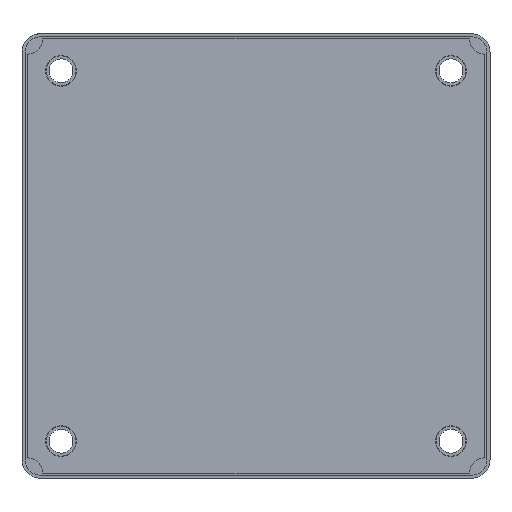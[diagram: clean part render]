
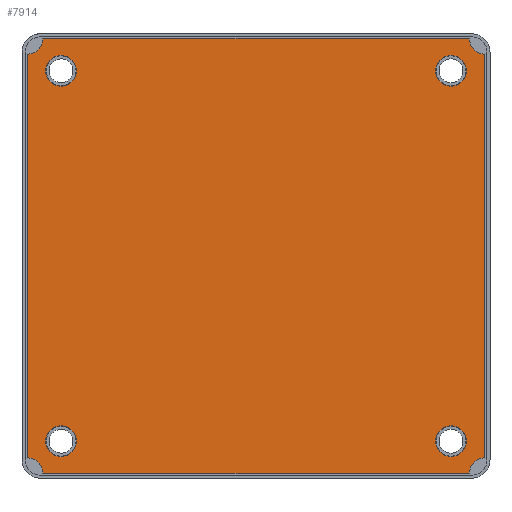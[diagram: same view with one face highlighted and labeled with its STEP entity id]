
A CAD part, front view. The second image highlights one B-rep face of the part: STEP entity #7914.
In plain terms, the highlighted planar face has unit normal (0, -1, 0).
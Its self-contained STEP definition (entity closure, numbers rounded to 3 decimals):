
#294=VECTOR('',#9569,1.);
#299=VECTOR('',#9581,1.);
#303=VECTOR('',#9592,1.);
#307=VECTOR('',#9603,1.);
#1153=LINE('',#11461,#294);
#1158=LINE('',#11475,#299);
#1162=LINE('',#11487,#303);
#1166=LINE('',#11499,#307);
#2098=VERTEX_POINT('',#11437);
#2100=VERTEX_POINT('',#11442);
#2102=VERTEX_POINT('',#11447);
#2104=VERTEX_POINT('',#11452);
#2108=VERTEX_POINT('',#11460);
#2109=VERTEX_POINT('',#11462);
#2111=VERTEX_POINT('',#11468);
#2113=VERTEX_POINT('',#11474);
#2115=VERTEX_POINT('',#11480);
#2117=VERTEX_POINT('',#11486);
#2119=VERTEX_POINT('',#11492);
#2121=VERTEX_POINT('',#11498);
#2879=CIRCLE('',#8549,2.);
#2881=CIRCLE('',#8552,2.);
#2883=CIRCLE('',#8555,2.);
#2885=CIRCLE('',#8558,2.);
#2888=CIRCLE('',#8563,2.);
#2890=CIRCLE('',#8567,2.);
#2892=CIRCLE('',#8571,2.);
#2894=CIRCLE('',#8575,2.);
#3237=EDGE_CURVE('',#2098,#2098,#2879,.T.);
#3239=EDGE_CURVE('',#2100,#2100,#2881,.T.);
#3241=EDGE_CURVE('',#2102,#2102,#2883,.T.);
#3243=EDGE_CURVE('',#2104,#2104,#2885,.T.);
#3247=EDGE_CURVE('',#2109,#2108,#1153,.T.);
#3251=EDGE_CURVE('',#2108,#2111,#2888,.T.);
#3254=EDGE_CURVE('',#2111,#2113,#1158,.T.);
#3257=EDGE_CURVE('',#2113,#2115,#2890,.T.);
#3260=EDGE_CURVE('',#2115,#2117,#1162,.T.);
#3263=EDGE_CURVE('',#2117,#2119,#2892,.T.);
#3266=EDGE_CURVE('',#2119,#2121,#1166,.T.);
#3268=EDGE_CURVE('',#2121,#2109,#2894,.T.);
#4660=ORIENTED_EDGE('',*,*,#3237,.T.);
#4661=ORIENTED_EDGE('',*,*,#3239,.T.);
#4662=ORIENTED_EDGE('',*,*,#3241,.T.);
#4663=ORIENTED_EDGE('',*,*,#3243,.T.);
#4664=ORIENTED_EDGE('',*,*,#3268,.T.);
#4665=ORIENTED_EDGE('',*,*,#3247,.T.);
#4666=ORIENTED_EDGE('',*,*,#3251,.T.);
#4667=ORIENTED_EDGE('',*,*,#3254,.T.);
#4668=ORIENTED_EDGE('',*,*,#3257,.T.);
#4669=ORIENTED_EDGE('',*,*,#3260,.T.);
#4670=ORIENTED_EDGE('',*,*,#3263,.T.);
#4671=ORIENTED_EDGE('',*,*,#3266,.T.);
#6705=EDGE_LOOP('',(#4660));
#6706=EDGE_LOOP('',(#4661));
#6707=EDGE_LOOP('',(#4662));
#6708=EDGE_LOOP('',(#4663));
#6709=EDGE_LOOP('',(#4664,#4665,#4666,#4667,#4668,#4669,#4670,#4671));
#7330=FACE_BOUND('',#6705,.T.);
#7331=FACE_BOUND('',#6706,.T.);
#7332=FACE_BOUND('',#6707,.T.);
#7333=FACE_BOUND('',#6708,.T.);
#7334=FACE_BOUND('',#6709,.T.);
#7914=ADVANCED_FACE('',(#7330,#7331,#7332,#7333,#7334),#14169,.F.);
#8549=AXIS2_PLACEMENT_3D('',#11436,#9544,#9545);
#8552=AXIS2_PLACEMENT_3D('',#11441,#9550,#9551);
#8555=AXIS2_PLACEMENT_3D('',#11446,#9556,#9557);
#8558=AXIS2_PLACEMENT_3D('',#11451,#9562,#9563);
#8563=AXIS2_PLACEMENT_3D('',#11469,#9576,#9577);
#8567=AXIS2_PLACEMENT_3D('',#11481,#9587,#9588);
#8571=AXIS2_PLACEMENT_3D('',#11493,#9598,#9599);
#8575=AXIS2_PLACEMENT_3D('',#11502,#9608,#9609);
#8576=AXIS2_PLACEMENT_3D('',#11503,#9610,$);
#9544=DIRECTION('',(0.,1.,0.));
#9545=DIRECTION('',(2.,0.,0.));
#9550=DIRECTION('',(0.,1.,0.));
#9551=DIRECTION('',(2.,0.,0.));
#9556=DIRECTION('',(0.,1.,0.));
#9557=DIRECTION('',(2.,0.,0.));
#9562=DIRECTION('',(0.,1.,0.));
#9563=DIRECTION('',(2.,0.,0.));
#9569=DIRECTION('',(1.,0.,0.));
#9576=DIRECTION('',(0.,1.,0.));
#9577=DIRECTION('',(2.,0.,0.));
#9581=DIRECTION('',(0.,0.,1.));
#9587=DIRECTION('',(0.,1.,0.));
#9588=DIRECTION('',(2.,0.,0.));
#9592=DIRECTION('',(-1.,0.,0.));
#9598=DIRECTION('',(0.,1.,0.));
#9599=DIRECTION('',(2.,0.,0.));
#9603=DIRECTION('',(0.,0.,-1.));
#9608=DIRECTION('',(0.,1.,0.));
#9609=DIRECTION('',(2.,0.,0.));
#9610=DIRECTION('',(0.,1.,0.));
#11436=CARTESIAN_POINT('',(-25.4,0.,24.13));
#11437=CARTESIAN_POINT('',(-27.4,0.,24.13));
#11441=CARTESIAN_POINT('',(25.4,0.,24.13));
#11442=CARTESIAN_POINT('',(23.4,0.,24.13));
#11446=CARTESIAN_POINT('',(25.4,0.,-24.13));
#11447=CARTESIAN_POINT('',(23.4,0.,-24.13));
#11451=CARTESIAN_POINT('',(-25.4,0.,-24.13));
#11452=CARTESIAN_POINT('',(-27.4,0.,-24.13));
#11460=CARTESIAN_POINT('',(27.8,0.,-28.3));
#11461=CARTESIAN_POINT('',(-27.8,0.,-28.3));
#11462=CARTESIAN_POINT('',(-27.8,0.,-28.3));
#11468=CARTESIAN_POINT('',(29.8,0.,-26.3));
#11469=CARTESIAN_POINT('',(29.8,0.,-28.3));
#11474=CARTESIAN_POINT('',(29.8,0.,26.3));
#11475=CARTESIAN_POINT('',(29.8,0.,-26.3));
#11480=CARTESIAN_POINT('',(27.8,0.,28.3));
#11481=CARTESIAN_POINT('',(29.8,0.,28.3));
#11486=CARTESIAN_POINT('',(-27.8,0.,28.3));
#11487=CARTESIAN_POINT('',(27.8,0.,28.3));
#11492=CARTESIAN_POINT('',(-29.8,0.,26.3));
#11493=CARTESIAN_POINT('',(-29.8,0.,28.3));
#11498=CARTESIAN_POINT('',(-29.8,0.,-26.3));
#11499=CARTESIAN_POINT('',(-29.8,0.,26.3));
#11502=CARTESIAN_POINT('',(-29.8,0.,-28.3));
#11503=CARTESIAN_POINT('',(0.,0.,0.));
#14169=PLANE('',#8576);
